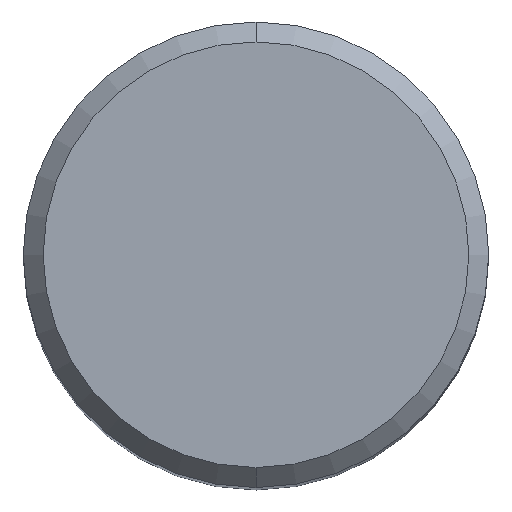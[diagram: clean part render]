
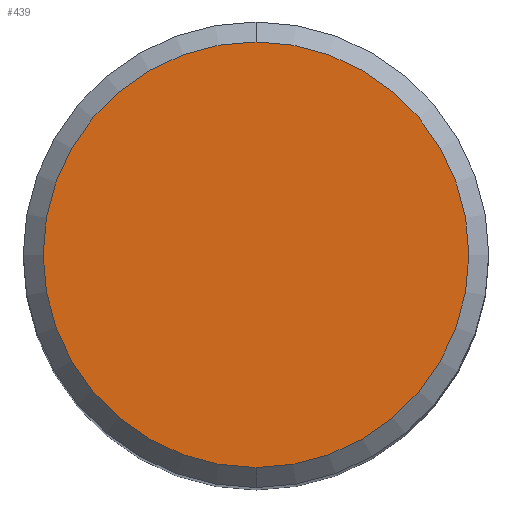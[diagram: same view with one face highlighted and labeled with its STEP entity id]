
A CAD part, top view. The second image highlights one B-rep face of the part: STEP entity #439.
In plain terms, the highlighted planar face has unit normal (0, 0, 1).
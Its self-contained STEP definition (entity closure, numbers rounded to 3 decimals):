
#179=VERTEX_POINT('',#471);
#235=EDGE_CURVE('',#179,#323,#530,.T.);
#323=VERTEX_POINT('',#628);
#339=EDGE_CURVE('',#323,#179,#645,.T.);
#439=ADVANCED_FACE('',(#757),#758,.T.);
#471=CARTESIAN_POINT('',(0.0,6.4,0.0));
#530=CIRCLE('',#983,6.4);
#628=CARTESIAN_POINT('',(0.,-6.4,0.0));
#645=CIRCLE('',#1192,6.4);
#757=FACE_OUTER_BOUND('',#1440,.T.);
#758=PLANE('',#1441);
#983=AXIS2_PLACEMENT_3D('',#1511,#1512,#1513);
#1192=AXIS2_PLACEMENT_3D('',#1636,#1637,#1638);
#1440=EDGE_LOOP('',(#1774,#1775));
#1441=AXIS2_PLACEMENT_3D('',#1776,#1777,#1778);
#1511=CARTESIAN_POINT('',(0.0,0.0,0.0));
#1512=DIRECTION('',(0.0,0.0,-1.0));
#1513=DIRECTION('',(0.0,1.0,0.0));
#1636=CARTESIAN_POINT('',(0.0,0.0,0.0));
#1637=DIRECTION('',(0.0,0.0,-1.0));
#1638=DIRECTION('',(0.0,1.0,0.0));
#1774=ORIENTED_EDGE('',*,*,#235,.F.);
#1775=ORIENTED_EDGE('',*,*,#339,.F.);
#1776=CARTESIAN_POINT('',(0.0,3.2,0.0));
#1777=DIRECTION('',(-0.0,0.0,1.0));
#1778=DIRECTION('',(0.0,-1.0,0.0));
